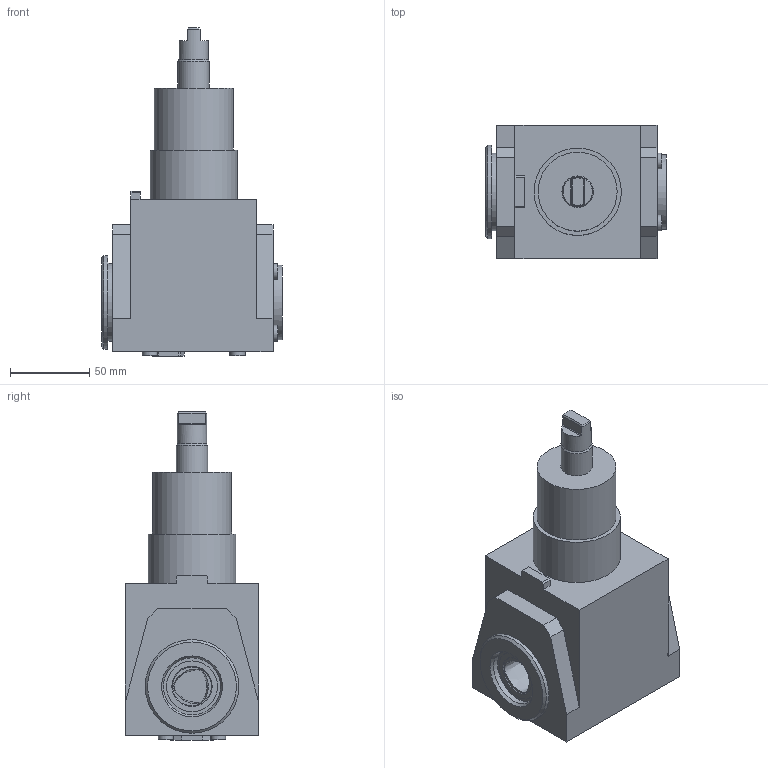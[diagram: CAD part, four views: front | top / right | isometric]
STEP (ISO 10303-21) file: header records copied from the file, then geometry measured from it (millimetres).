
FILE_DESCRIPTION(/* description */ (''),/* implementation_level */ '2;1');
FILE_NAME(/* name */ '1528698253103.stp',/* time_stamp */ '2018-06-11T08:24:18+02:00',/* author */ (''),/* organization */ ('SMS'),/* preprocessor_version */ 'ST-DEVELOPER v15',/* originating_system */ 'SIEMENS PLM Software NX 8.5',/* authorisation */ '');
FILE_SCHEMA (('AUTOMOTIVE_DESIGN { 1 0 10303 214 3 1 1 1 }'));
Length unit declared in the file: millimetre
Products named in the file (1): 201700568mod000_00
Bounding box: 113.9 x 84 x 206.9 mm (x, y, z)
Volume: 941325.7 mm3; surface area: 71191.5 mm2
Topology: 1 solids, 1 shells, 89 faces, 215 edges, 144 vertices
Faces by surface type: plane 58, cylinder 24, cone 6, bspline 1
Full cylindrical faces by diameter (mm): 2 x1, 9.5 x4, 18.5 x1, 19.8 x1, 32 x1, 36 x1, 47 x1, 49 x1, 49.8 x1, 55 x1, 59 x1
Entity records: 2750 total; most frequent: CARTESIAN_POINT 706, DIRECTION 416, ORIENTED_EDGE 378, EDGE_CURVE 189, AXIS2_PLACEMENT_3D 151, VERTEX_POINT 137, EDGE_LOOP 124, LINE 114
